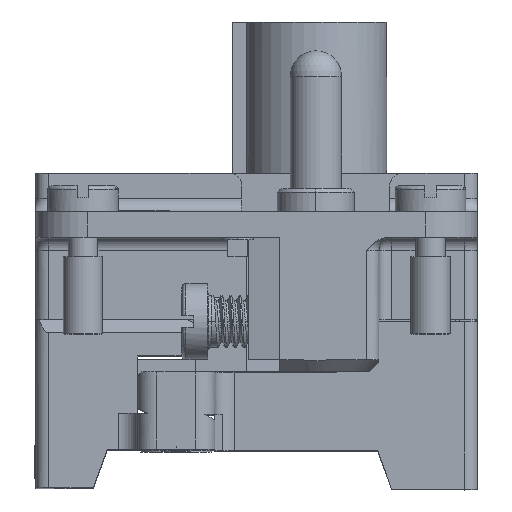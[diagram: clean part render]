
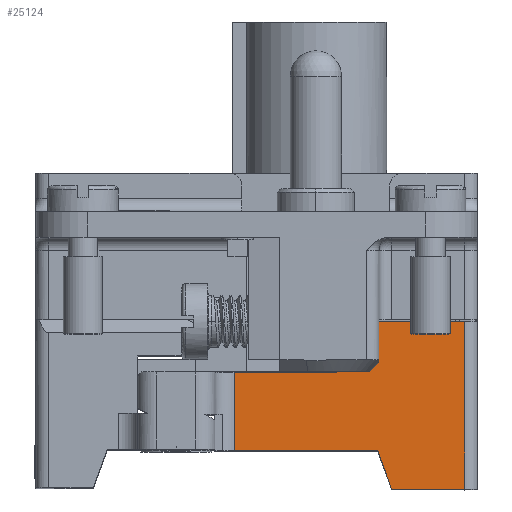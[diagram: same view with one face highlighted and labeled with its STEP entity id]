
A CAD part, top view. The second image highlights one B-rep face of the part: STEP entity #25124.
In plain terms, the highlighted planar face has unit normal (0, 0, 1).
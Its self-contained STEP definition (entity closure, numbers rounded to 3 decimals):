
#3487=DIRECTION('',(-1.,0.,0.));
#3488=VECTOR('',#3487,7.95);
#3489=CARTESIAN_POINT('',(10.,9.15,-26.05));
#3490=LINE('',#3489,#3488);
#3565=DIRECTION('',(-1.,0.,0.));
#3566=VECTOR('',#3565,9.95);
#3567=CARTESIAN_POINT('',(19.95,13.1,-26.05));
#3568=LINE('',#3567,#3566);
#3581=DIRECTION('',(0.,-1.,0.));
#3582=VECTOR('',#3581,3.95);
#3583=CARTESIAN_POINT('',(10.,13.1,-26.05));
#3584=LINE('',#3583,#3582);
#3585=DIRECTION('',(-1.,0.,0.));
#3586=VECTOR('',#3585,5.659);
#3587=CARTESIAN_POINT('',(19.95,0.05,-26.05));
#3588=LINE('',#3587,#3586);
#3589=DIRECTION('',(-0.342,0.94,0.));
#3590=VECTOR('',#3589,3.192);
#3591=CARTESIAN_POINT('',(14.291,0.05,
-26.05));
#3592=LINE('',#3591,#3590);
#3593=DIRECTION('',(-1.,0.,0.));
#3594=VECTOR('',#3593,11.15);
#3595=CARTESIAN_POINT('',(13.2,3.05,-26.05));
#3596=LINE('',#3595,#3594);
#3601=DIRECTION('',(0.,1.,0.));
#3602=VECTOR('',#3601,13.05);
#3603=CARTESIAN_POINT('',(19.95,0.05,-26.05));
#3604=LINE('',#3603,#3602);
#10945=DIRECTION('',(0.,-1.,0.));
#10946=VECTOR('',#10945,6.1);
#10947=CARTESIAN_POINT('',(2.05,9.15,-26.05));
#10948=LINE('',#10947,#10946);
#19117=CARTESIAN_POINT('',(10.,9.15,-26.05));
#19118=VERTEX_POINT('',#19117);
#19119=CARTESIAN_POINT('',(2.05,9.15,-26.05));
#19120=VERTEX_POINT('',#19119);
#19139=CARTESIAN_POINT('',(19.95,13.1,-26.05));
#19140=VERTEX_POINT('',#19139);
#19141=CARTESIAN_POINT('',(10.,13.1,-26.05));
#19142=VERTEX_POINT('',#19141);
#19143=CARTESIAN_POINT('',(19.95,0.05,-26.05));
#19144=VERTEX_POINT('',#19143);
#19145=CARTESIAN_POINT('',(14.291,0.05,
-26.05));
#19146=VERTEX_POINT('',#19145);
#19147=CARTESIAN_POINT('',(13.2,3.05,
-26.05));
#19148=VERTEX_POINT('',#19147);
#19149=CARTESIAN_POINT('',(2.05,3.05,-26.05));
#19150=VERTEX_POINT('',#19149);
#25104=CARTESIAN_POINT('',(11.,6.575,-26.05));
#25105=DIRECTION('',(0.,0.,1.));
#25106=DIRECTION('',(-1.,0.,0.));
#25107=AXIS2_PLACEMENT_3D('',#25104,#25105,#25106);
#25108=PLANE('',#25107);
#25109=ORIENTED_EDGE('',*,*,#25057,.F.);
#25111=ORIENTED_EDGE('',*,*,#25110,.F.);
#25113=ORIENTED_EDGE('',*,*,#25112,.T.);
#25115=ORIENTED_EDGE('',*,*,#25114,.T.);
#25117=ORIENTED_EDGE('',*,*,#25116,.T.);
#25119=ORIENTED_EDGE('',*,*,#25118,.F.);
#25120=ORIENTED_EDGE('',*,*,#24965,.F.);
#25121=ORIENTED_EDGE('',*,*,#25097,.F.);
#25122=EDGE_LOOP('',(#25109,#25111,#25113,#25115,#25117,#25119,#25120,#25121));
#25123=FACE_OUTER_BOUND('',#25122,.F.);
#24965=EDGE_CURVE('',#19118,#19120,#3490,.T.);
#25057=EDGE_CURVE('',#19140,#19142,#3568,.T.);
#25097=EDGE_CURVE('',#19142,#19118,#3584,.T.);
#25110=EDGE_CURVE('',#19144,#19140,#3604,.T.);
#25112=EDGE_CURVE('',#19144,#19146,#3588,.T.);
#25114=EDGE_CURVE('',#19146,#19148,#3592,.T.);
#25116=EDGE_CURVE('',#19148,#19150,#3596,.T.);
#25118=EDGE_CURVE('',#19120,#19150,#10948,.T.);
#25124=ADVANCED_FACE('',(#25123),#25108,.T.);
